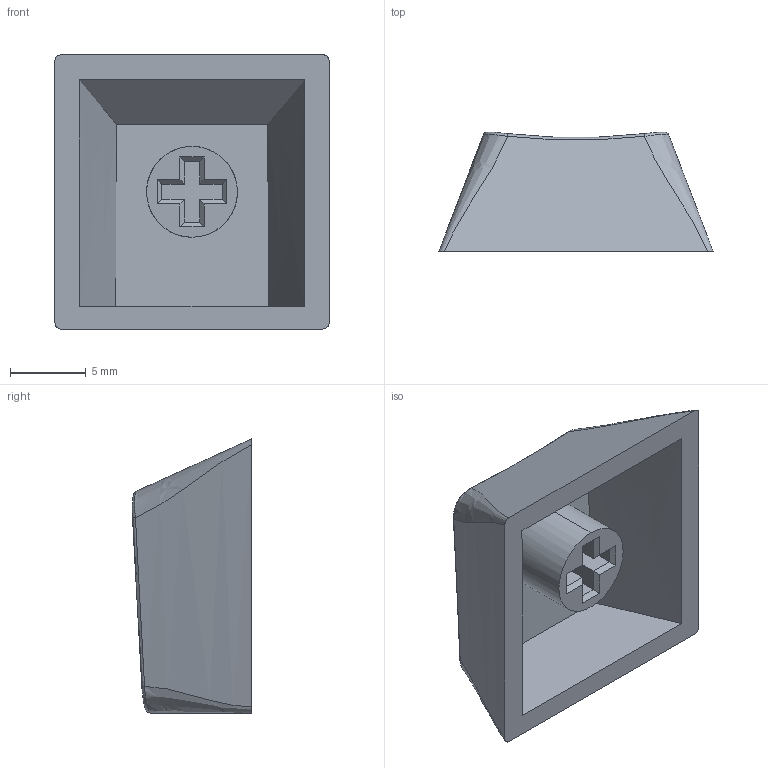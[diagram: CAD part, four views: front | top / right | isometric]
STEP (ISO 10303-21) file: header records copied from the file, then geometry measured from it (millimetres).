
FILE_DESCRIPTION (( 'STEP AP203' ), '1' );
FILE_NAME ('r2_100.STEP', '2018-04-18T20:19:59', ( '' ), ( '' ), 'SwSTEP 2.0', 'SolidWorks 2017', '' );
FILE_SCHEMA (( 'CONFIG_CONTROL_DESIGN' ));
Length unit declared in the file: millimetre
Products named in the file (1): r2_100
Bounding box: 18.1 x 7.89 x 18.1 mm (x, y, z)
Volume: 897.1 mm3; surface area: 1402.9 mm2
Topology: 1 solids, 1 shells, 51 faces, 118 edges, 72 vertices
Faces by surface type: plane 32, bspline 17, cylinder 2
Entity records: 2702 total; most frequent: CARTESIAN_POINT 1630, ORIENTED_EDGE 236, DIRECTION 144, EDGE_CURVE 118, VERTEX_POINT 72, VECTOR 70, LINE 70, EDGE_LOOP 54
